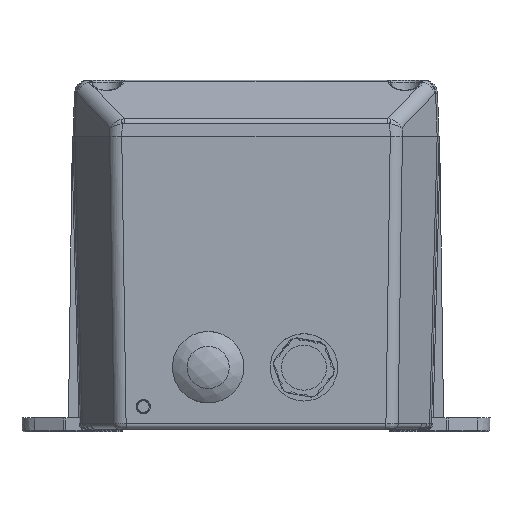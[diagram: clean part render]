
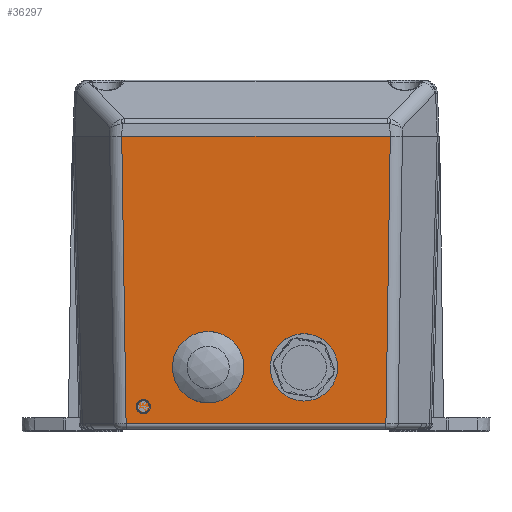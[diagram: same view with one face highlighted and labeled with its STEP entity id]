
A CAD part, front view. The second image highlights one B-rep face of the part: STEP entity #36297.
In plain terms, the highlighted planar face has unit normal (0, -1, -0.026).
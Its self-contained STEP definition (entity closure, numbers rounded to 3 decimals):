
#670 = AXIS2_PLACEMENT_3D ( 'NONE', #14251, #39064, #34998 ) ;
#1170 = VECTOR ( 'NONE', #3498, 1000. ) ;
#1652 = CIRCLE ( 'NONE', #8645, 9.25 ) ;
#2011 = DIRECTION ( 'NONE',  ( 0., 0.026, -1. ) ) ;
#2129 = DIRECTION ( 'NONE',  ( 0., -1., -0.026 ) ) ;
#3498 = DIRECTION ( 'NONE',  ( 1., 0., 0. ) ) ;
#4774 = ORIENTED_EDGE ( 'NONE', *, *, #33056, .F. ) ;
#5269 = ORIENTED_EDGE ( 'NONE', *, *, #45508, .F. ) ;
#8645 = AXIS2_PLACEMENT_3D ( 'NONE', #51732, #19260, #2011 ) ;
#9307 = FACE_BOUND ( 'NONE', #21065, .T. ) ;
#11037 = DIRECTION ( 'NONE',  ( 0.015, 0.026, -1. ) ) ;
#11710 = CARTESIAN_POINT ( 'NONE',  ( -50.566, -90., 0. ) ) ;
#12117 = ORIENTED_EDGE ( 'NONE', *, *, #52381, .T. ) ;
#12314 = VECTOR ( 'NONE', #35194, 1000. ) ;
#12903 = FACE_OUTER_BOUND ( 'NONE', #27487, .T. ) ;
#13642 = VERTEX_POINT ( 'NONE', #26478 ) ;
#14251 = CARTESIAN_POINT ( 'NONE',  ( -50.566, -90., 0. ) ) ;
#14880 = CARTESIAN_POINT ( 'NONE',  ( -47.681, -90.001, 0.044 ) ) ;
#15224 = EDGE_CURVE ( 'NONE', #52812, #46144, #36152, .T. ) ;
#17346 = VERTEX_POINT ( 'NONE', #51001 ) ;
#19072 = LINE ( 'NONE', #48515, #12314 ) ;
#19260 = DIRECTION ( 'NONE',  ( 0., -1., -0.026 ) ) ;
#19803 = CARTESIAN_POINT ( 'NONE',  ( -46.138, -87.328, -102.052 ) ) ;
#21065 = EDGE_LOOP ( 'NONE', ( #4774 ) ) ;
#21165 = ORIENTED_EDGE ( 'NONE', *, *, #39076, .F. ) ;
#22978 = ORIENTED_EDGE ( 'NONE', *, *, #24674, .T. ) ;
#24674 = EDGE_CURVE ( 'NONE', #46144, #17346, #19072, .T. ) ;
#26255 = CARTESIAN_POINT ( 'NONE',  ( 47.658, -89.961, -1.484 ) ) ;
#26478 = CARTESIAN_POINT ( 'NONE',  ( -17., -87.61, -91.254 ) ) ;
#27212 = ORIENTED_EDGE ( 'NONE', *, *, #15224, .T. ) ;
#27487 = EDGE_LOOP ( 'NONE', ( #27212, #22978, #12117, #5269 ) ) ;
#27933 = VERTEX_POINT ( 'NONE', #36636 ) ;
#30879 = LINE ( 'NONE', #26255, #42426 ) ;
#31377 = DIRECTION ( 'NONE',  ( 0., 0.026, -1. ) ) ;
#31817 = EDGE_LOOP ( 'NONE', ( #21165 ) ) ;
#31868 = CIRCLE ( 'NONE', #38834, 9.25 ) ;
#33056 = EDGE_CURVE ( 'NONE', #27933, #27933, #31868, .T. ) ;
#34998 = DIRECTION ( 'NONE',  ( 0., 0.026, -1. ) ) ;
#35194 = DIRECTION ( 'NONE',  ( 1., 0., 0. ) ) ;
#36152 = LINE ( 'NONE', #14880, #49338 ) ;
#36297 = ADVANCED_FACE ( 'NONE', ( #41827, #9307, #12903 ), #37986, .T. ) ;
#36636 = CARTESIAN_POINT ( 'NONE',  ( 17., -87.61, -91.254 ) ) ;
#37986 = PLANE ( 'NONE',  #670 ) ;
#38834 = AXIS2_PLACEMENT_3D ( 'NONE', #39565, #2129, #31377 ) ;
#39064 = DIRECTION ( 'NONE',  ( 0., -1., -0.026 ) ) ;
#39076 = EDGE_CURVE ( 'NONE', #13642, #13642, #1652, .T. ) ;
#39565 = CARTESIAN_POINT ( 'NONE',  ( 17., -87.853, -82.008 ) ) ;
#40140 = VERTEX_POINT ( 'NONE', #51966 ) ;
#41827 = FACE_BOUND ( 'NONE', #31817, .T. ) ;
#42426 = VECTOR ( 'NONE', #51333, 1000. ) ;
#44743 = LINE ( 'NONE', #11710, #1170 ) ;
#45508 = EDGE_CURVE ( 'NONE', #52812, #40140, #44743, .T. ) ;
#46144 = VERTEX_POINT ( 'NONE', #19803 ) ;
#48515 = CARTESIAN_POINT ( 'NONE',  ( -50.566, -87.328, -102.052 ) ) ;
#49338 = VECTOR ( 'NONE', #11037, 1000. ) ;
#50728 = CARTESIAN_POINT ( 'NONE',  ( -47.68, -90., 0. ) ) ;
#51001 = CARTESIAN_POINT ( 'NONE',  ( 46.138, -87.328, -102.052 ) ) ;
#51333 = DIRECTION ( 'NONE',  ( 0.015, -0.026, 1. ) ) ;
#51732 = CARTESIAN_POINT ( 'NONE',  ( -17., -87.853, -82.008 ) ) ;
#51966 = CARTESIAN_POINT ( 'NONE',  ( 47.68, -90., 0. ) ) ;
#52381 = EDGE_CURVE ( 'NONE', #17346, #40140, #30879, .T. ) ;
#52812 = VERTEX_POINT ( 'NONE', #50728 ) ;
